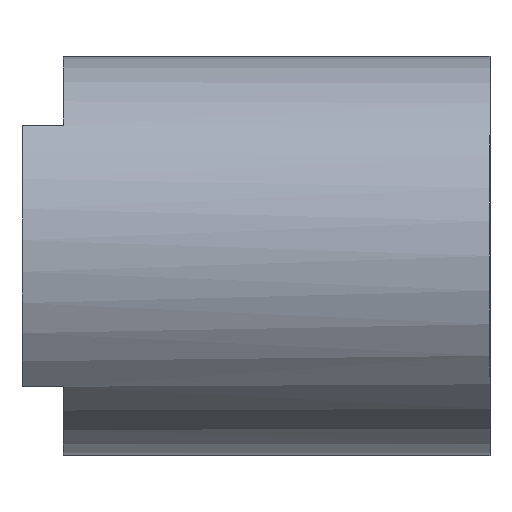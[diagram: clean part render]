
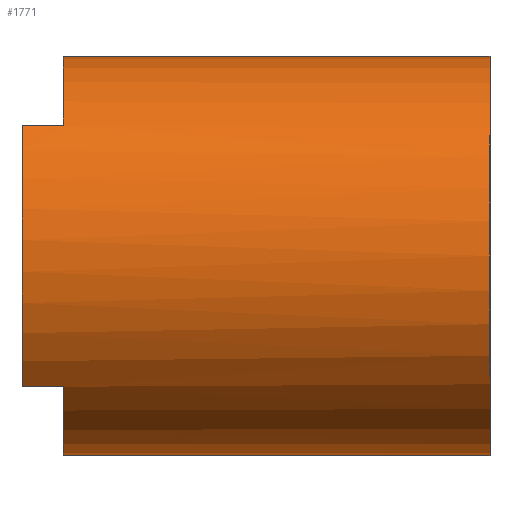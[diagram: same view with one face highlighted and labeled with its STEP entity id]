
A CAD part, left-side view. The second image highlights one B-rep face of the part: STEP entity #1771.
In plain terms, the highlighted cylindrical face has radius 7.25 mm (diameter 14.5 mm), a partial arc.
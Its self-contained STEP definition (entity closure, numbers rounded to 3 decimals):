
#13 = EDGE_CURVE ( 'NONE', #1197, #736, #1849, .T. ) ;
#30 = DIRECTION ( 'NONE',  ( 0., -1., 0. ) ) ;
#107 = FACE_OUTER_BOUND ( 'NONE', #1447, .T. ) ;
#124 = ORIENTED_EDGE ( 'NONE', *, *, #13, .F. ) ;
#137 = CARTESIAN_POINT ( 'NONE',  ( -14.727, 17., 4.75 ) ) ;
#142 = EDGE_CURVE ( 'NONE', #1509, #1226, #544, .T. ) ;
#151 = CIRCLE ( 'NONE', #2196, 7.25 ) ;
#224 = CARTESIAN_POINT ( 'NONE',  ( -9.25, 15.5, 0. ) ) ;
#302 = DIRECTION ( 'NONE',  ( 0., 0., -1. ) ) ;
#327 = CIRCLE ( 'NONE', #742, 7.25 ) ;
#396 = LINE ( 'NONE', #1356, #1535 ) ;
#434 = DIRECTION ( 'NONE',  ( 0., 0., 1. ) ) ;
#436 = ORIENTED_EDGE ( 'NONE', *, *, #1887, .F. ) ;
#453 = DIRECTION ( 'NONE',  ( 0., 1., 0. ) ) ;
#499 = CARTESIAN_POINT ( 'NONE',  ( -14.727, 17., -4.75 ) ) ;
#529 = CARTESIAN_POINT ( 'NONE',  ( -14.727, 15.5, 4.75 ) ) ;
#531 = ORIENTED_EDGE ( 'NONE', *, *, #1512, .F. ) ;
#544 = LINE ( 'NONE', #2515, #2686 ) ;
#554 = VECTOR ( 'NONE', #1401, 1000. ) ;
#577 = ORIENTED_EDGE ( 'NONE', *, *, #1575, .T. ) ;
#587 = CARTESIAN_POINT ( 'NONE',  ( -14.727, 15.5, -4.75 ) ) ;
#689 = ORIENTED_EDGE ( 'NONE', *, *, #1248, .T. ) ;
#736 = VERTEX_POINT ( 'NONE', #2127 ) ;
#742 = AXIS2_PLACEMENT_3D ( 'NONE', #990, #2427, #1195 ) ;
#754 = VERTEX_POINT ( 'NONE', #774 ) ;
#765 = VECTOR ( 'NONE', #2438, 1000. ) ;
#766 = ORIENTED_EDGE ( 'NONE', *, *, #1413, .T. ) ;
#772 = DIRECTION ( 'NONE',  ( 0., 1., 0. ) ) ;
#774 = CARTESIAN_POINT ( 'NONE',  ( -9.25, 0., -7.25 ) ) ;
#780 = CIRCLE ( 'NONE', #1650, 7.25 ) ;
#857 = CARTESIAN_POINT ( 'NONE',  ( -9.25, 15.5, -7.25 ) ) ;
#990 = CARTESIAN_POINT ( 'NONE',  ( -9.25, 15.5, 0. ) ) ;
#1058 = LINE ( 'NONE', #137, #554 ) ;
#1195 = DIRECTION ( 'NONE',  ( 0., 0., 1. ) ) ;
#1197 = VERTEX_POINT ( 'NONE', #499 ) ;
#1208 = CARTESIAN_POINT ( 'NONE',  ( -9.25, 17., -7.25 ) ) ;
#1226 = VERTEX_POINT ( 'NONE', #2381 ) ;
#1248 = EDGE_CURVE ( 'NONE', #1197, #1979, #396, .T. ) ;
#1298 = VERTEX_POINT ( 'NONE', #529 ) ;
#1322 = ORIENTED_EDGE ( 'NONE', *, *, #142, .F. ) ;
#1335 = LINE ( 'NONE', #1208, #765 ) ;
#1356 = CARTESIAN_POINT ( 'NONE',  ( -14.727, 17., -4.75 ) ) ;
#1391 = ORIENTED_EDGE ( 'NONE', *, *, #1934, .T. ) ;
#1401 = DIRECTION ( 'NONE',  ( 0., 1., 0. ) ) ;
#1413 = EDGE_CURVE ( 'NONE', #1298, #736, #1058, .T. ) ;
#1447 = EDGE_LOOP ( 'NONE', ( #531, #766, #124, #689, #436, #1391, #577, #1322 ) ) ;
#1509 = VERTEX_POINT ( 'NONE', #2316 ) ;
#1512 = EDGE_CURVE ( 'NONE', #1298, #1509, #780, .T. ) ;
#1535 = VECTOR ( 'NONE', #1984, 1000. ) ;
#1547 = VERTEX_POINT ( 'NONE', #857 ) ;
#1575 = EDGE_CURVE ( 'NONE', #754, #1226, #151, .T. ) ;
#1577 = CARTESIAN_POINT ( 'NONE',  ( -9.25, 17., 0. ) ) ;
#1650 = AXIS2_PLACEMENT_3D ( 'NONE', #224, #1713, #434 ) ;
#1713 = DIRECTION ( 'NONE',  ( 0., 1., 0. ) ) ;
#1726 = CARTESIAN_POINT ( 'NONE',  ( -9.25, 0., 0. ) ) ;
#1771 = ADVANCED_FACE ( 'NONE', ( #107 ), #2202, .T. ) ;
#1837 = AXIS2_PLACEMENT_3D ( 'NONE', #2014, #772, #2227 ) ;
#1849 = CIRCLE ( 'NONE', #1837, 7.25 ) ;
#1887 = EDGE_CURVE ( 'NONE', #1547, #1979, #327, .T. ) ;
#1923 = DIRECTION ( 'NONE',  ( 0., 0., 1. ) ) ;
#1934 = EDGE_CURVE ( 'NONE', #1547, #754, #1335, .T. ) ;
#1979 = VERTEX_POINT ( 'NONE', #587 ) ;
#1984 = DIRECTION ( 'NONE',  ( 0., -1., 0. ) ) ;
#2006 = AXIS2_PLACEMENT_3D ( 'NONE', #1577, #2389, #302 ) ;
#2014 = CARTESIAN_POINT ( 'NONE',  ( -9.25, 17., 0. ) ) ;
#2127 = CARTESIAN_POINT ( 'NONE',  ( -14.727, 17., 4.75 ) ) ;
#2196 = AXIS2_PLACEMENT_3D ( 'NONE', #1726, #453, #1923 ) ;
#2202 = CYLINDRICAL_SURFACE ( 'NONE', #2006, 7.25 ) ;
#2227 = DIRECTION ( 'NONE',  ( 0., 0., 1. ) ) ;
#2316 = CARTESIAN_POINT ( 'NONE',  ( -9.25, 15.5, 7.25 ) ) ;
#2381 = CARTESIAN_POINT ( 'NONE',  ( -9.25, 0., 7.25 ) ) ;
#2389 = DIRECTION ( 'NONE',  ( 0., -1., 0. ) ) ;
#2427 = DIRECTION ( 'NONE',  ( 0., 1., 0. ) ) ;
#2438 = DIRECTION ( 'NONE',  ( 0., -1., 0. ) ) ;
#2515 = CARTESIAN_POINT ( 'NONE',  ( -9.25, 17., 7.25 ) ) ;
#2686 = VECTOR ( 'NONE', #30, 1000. ) ;
